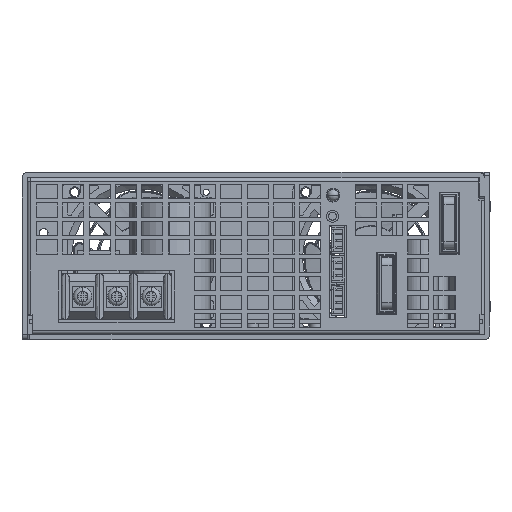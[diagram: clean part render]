
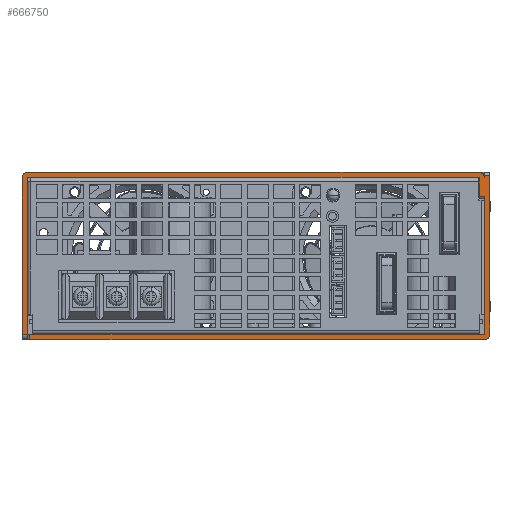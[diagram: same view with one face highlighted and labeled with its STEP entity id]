
A CAD part, left-side view. The second image highlights one B-rep face of the part: STEP entity #666750.
In plain terms, the highlighted planar face has unit normal (-1, 0, 0).
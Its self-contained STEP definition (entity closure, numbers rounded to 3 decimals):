
#333160=CARTESIAN_POINT('',(-2095.796,-128.892,63.4));
#333170=DIRECTION('',(-1.,0.,0.));
#333180=DIRECTION('',(0.,0.,1.));
#333190=AXIS2_PLACEMENT_3D('',#333160,#333170,#333180);
#333200=CIRCLE('',#333190,0.1);
#333210=CARTESIAN_POINT('',(-2095.796,-128.892,63.5));
#333220=VERTEX_POINT('',#333210);
#333230=CARTESIAN_POINT('',(-2095.796,-128.792,63.4));
#333240=VERTEX_POINT('',#333230);
#333250=EDGE_CURVE('',#333220,#333240,#333200,.T.);
#350260=CARTESIAN_POINT('',(-2095.796,-304.592,
5.807));
#350270=DIRECTION('',(0.,0.,1.));
#350280=VECTOR('',#350270,1.);
#350290=LINE('',#350260,#350280);
#350300=CARTESIAN_POINT('',(-2095.796,-304.592,4.1));
#350310=VERTEX_POINT('',#350300);
#350320=CARTESIAN_POINT('',(-2095.796,-304.592,64.5));
#350330=VERTEX_POINT('',#350320);
#350340=EDGE_CURVE('',#350310,#350330,#350290,.T.);
#360270=CARTESIAN_POINT('',(-2095.796,-302.492,4.));
#360280=VERTEX_POINT('',#360270);
#360310=CARTESIAN_POINT('',(-2095.796,-304.592,4.));
#360320=DIRECTION('',(0.,-1.,0.));
#360330=VECTOR('',#360320,1.);
#360340=LINE('',#360310,#360330);
#360350=CARTESIAN_POINT('',(-2095.796,-129.792,4.));
#360360=VERTEX_POINT('',#360350);
#360370=EDGE_CURVE('',#360360,#360280,#360340,.T.);
#363950=CARTESIAN_POINT('',(-2095.796,-129.792,2.));
#363960=VERTEX_POINT('',#363950);
#363990=CARTESIAN_POINT('',(-2095.796,-304.592,2.));
#364000=DIRECTION('',(0.,-1.,0.));
#364010=VECTOR('',#364000,1.);
#364020=LINE('',#363990,#364010);
#364030=CARTESIAN_POINT('',(-2095.796,-302.492,2.));
#364040=VERTEX_POINT('',#364030);
#364050=EDGE_CURVE('',#363960,#364040,#364020,.T.);
#373770=CARTESIAN_POINT('',(-2095.796,-128.892,65.5));
#373780=VERTEX_POINT('',#373770);
#373810=CARTESIAN_POINT('',(-2095.796,-128.892,63.4));
#373820=DIRECTION('',(-1.,0.,0.));
#373830=DIRECTION('',(0.,0.,1.));
#373840=AXIS2_PLACEMENT_3D('',#373810,#373820,#373830);
#373850=CIRCLE('',#373840,2.1);
#373860=CARTESIAN_POINT('',(-2095.796,-126.792,63.4));
#373870=VERTEX_POINT('',#373860);
#373880=EDGE_CURVE('',#373780,#373870,#373850,.T.);
#390750=CARTESIAN_POINT('',(-2095.796,-129.792,4.));
#390760=DIRECTION('',(0.,0.,-1.));
#390770=VECTOR('',#390760,1.);
#390780=LINE('',#390750,#390770);
#390790=EDGE_CURVE('',#360360,#363960,#390780,.T.);
#422740=CARTESIAN_POINT('',(-2095.796,-304.592,63.5));
#422750=DIRECTION('',(0.,1.,0.));
#422760=VECTOR('',#422750,1.);
#422770=LINE('',#422740,#422760);
#422780=CARTESIAN_POINT('',(-2095.796,-300.492,63.5));
#422790=VERTEX_POINT('',#422780);
#422800=EDGE_CURVE('',#422790,#333220,#422770,.T.);
#426720=CARTESIAN_POINT('',(-2095.796,-300.492,63.4));
#426730=DIRECTION('',(-1.,0.,0.));
#426740=DIRECTION('',(0.,-1.,0.));
#426750=AXIS2_PLACEMENT_3D('',#426720,#426730,#426740);
#426760=CIRCLE('',#426750,0.1);
#426770=CARTESIAN_POINT('',(-2095.796,-300.592,63.4));
#426780=VERTEX_POINT('',#426770);
#426790=EDGE_CURVE('',#426780,#422790,#426760,.T.);
#427750=CARTESIAN_POINT('',(-2095.796,-300.592,
59.693));
#427760=DIRECTION('',(0.,0.,1.));
#427770=VECTOR('',#427760,1.);
#427780=LINE('',#427750,#427770);
#427790=CARTESIAN_POINT('',(-2095.796,-300.592,56.5));
#427800=VERTEX_POINT('',#427790);
#427810=EDGE_CURVE('',#427800,#426780,#427780,.T.);
#451620=CARTESIAN_POINT('',(-2095.796,-302.492,4.1));
#451630=DIRECTION('',(-1.,0.,0.));
#451640=DIRECTION('',(0.,0.,-1.));
#451650=AXIS2_PLACEMENT_3D('',#451620,#451630,#451640);
#451660=CIRCLE('',#451650,2.1);
#451670=EDGE_CURVE('',#364040,#350310,#451660,.T.);
#453990=CARTESIAN_POINT('',(-2095.796,-302.592,64.5));
#454000=VERTEX_POINT('',#453990);
#454030=CARTESIAN_POINT('',(-2095.796,-302.592,
5.807));
#454040=DIRECTION('',(0.,0.,1.));
#454050=VECTOR('',#454040,1.);
#454060=LINE('',#454030,#454050);
#454070=CARTESIAN_POINT('',(-2095.796,-302.592,63.4));
#454080=VERTEX_POINT('',#454070);
#454090=EDGE_CURVE('',#454080,#454000,#454060,.T.);
#454850=CARTESIAN_POINT('',(-2095.796,-302.592,56.5));
#454860=VERTEX_POINT('',#454850);
#454890=CARTESIAN_POINT('',(-2095.796,-302.592,4.1));
#454900=VERTEX_POINT('',#454890);
#454910=EDGE_CURVE('',#454900,#454860,#454060,.T.);
#664870=CARTESIAN_POINT('',(-2095.796,-300.492,65.5));
#664880=VERTEX_POINT('',#664870);
#664910=CARTESIAN_POINT('',(-2095.796,-128.792,65.5));
#664920=DIRECTION('',(0.,1.,0.));
#664930=VECTOR('',#664920,1.);
#664940=LINE('',#664910,#664930);
#664950=EDGE_CURVE('',#664880,#373780,#664940,.T.);
#666020=CARTESIAN_POINT('',(-2095.796,-300.492,63.4));
#666030=DIRECTION('',(-1.,0.,0.));
#666040=DIRECTION('',(0.,-1.,0.));
#666050=AXIS2_PLACEMENT_3D('',#666020,#666030,#666040);
#666060=CIRCLE('',#666050,2.1);
#666070=EDGE_CURVE('',#454080,#664880,#666060,.T.);
#666130=CARTESIAN_POINT('',(-2095.796,-300.492,63.4));
#666140=DIRECTION('',(-1.,0.,0.));
#666150=DIRECTION('',(0.,1.,0.));
#666160=AXIS2_PLACEMENT_3D('',#666130,#666140,#666150);
#666170=PLANE('',#666160);
#666180=CARTESIAN_POINT('',(-2095.796,-126.792,63.5));
#666190=DIRECTION('',(0.,0.,-1.));
#666200=VECTOR('',#666190,1.);
#666210=LINE('',#666180,#666200);
#666220=CARTESIAN_POINT('',(-2095.796,-126.792,4.));
#666230=VERTEX_POINT('',#666220);
#666240=EDGE_CURVE('',#373870,#666230,#666210,.T.);
#666250=ORIENTED_EDGE('',*,*,#666240,.T.);
#666260=ORIENTED_EDGE('',*,*,#373880,.T.);
#666270=ORIENTED_EDGE('',*,*,#664950,.T.);
#666280=ORIENTED_EDGE('',*,*,#666070,.T.);
#666290=ORIENTED_EDGE('',*,*,#454090,.F.);
#666300=CARTESIAN_POINT('',(-2095.796,0.,64.5
));
#666310=DIRECTION('',(0.,1.,0.));
#666320=VECTOR('',#666310,1.);
#666330=LINE('',#666300,#666320);
#666340=EDGE_CURVE('',#350330,#454000,#666330,.T.);
#666350=ORIENTED_EDGE('',*,*,#666340,.T.);
#666360=ORIENTED_EDGE('',*,*,#350340,.T.);
#666370=ORIENTED_EDGE('',*,*,#451670,.T.);
#666380=ORIENTED_EDGE('',*,*,#364050,.T.);
#666390=ORIENTED_EDGE('',*,*,#390790,.T.);
#666400=ORIENTED_EDGE('',*,*,#360370,.F.);
#666410=CARTESIAN_POINT('',(-2095.796,-302.492,4.1));
#666420=DIRECTION('',(-1.,0.,0.));
#666430=DIRECTION('',(0.,0.,-1.));
#666440=AXIS2_PLACEMENT_3D('',#666410,#666420,#666430);
#666450=CIRCLE('',#666440,0.1);
#666460=EDGE_CURVE('',#360280,#454900,#666450,.T.);
#666470=ORIENTED_EDGE('',*,*,#666460,.F.);
#666480=ORIENTED_EDGE('',*,*,#454910,.F.);
#666490=CARTESIAN_POINT('',(-2095.796,-290.441,56.5));
#666500=DIRECTION('',(0.,1.,0.));
#666510=VECTOR('',#666500,1.);
#666520=LINE('',#666490,#666510);
#666530=EDGE_CURVE('',#454860,#427800,#666520,.T.);
#666540=ORIENTED_EDGE('',*,*,#666530,.F.);
#666550=ORIENTED_EDGE('',*,*,#427810,.F.);
#666560=ORIENTED_EDGE('',*,*,#426790,.F.);
#666570=ORIENTED_EDGE('',*,*,#422800,.F.);
#666580=ORIENTED_EDGE('',*,*,#333250,.F.);
#666590=CARTESIAN_POINT('',(-2095.796,-128.792,63.5));
#666600=DIRECTION('',(0.,0.,-1.));
#666610=VECTOR('',#666600,1.);
#666620=LINE('',#666590,#666610);
#666630=CARTESIAN_POINT('',(-2095.796,-128.792,4.));
#666640=VERTEX_POINT('',#666630);
#666650=EDGE_CURVE('',#333240,#666640,#666620,.T.);
#666660=ORIENTED_EDGE('',*,*,#666650,.F.);
#666670=CARTESIAN_POINT('',(-2095.796,-290.441,4.));
#666680=DIRECTION('',(0.,-1.,0.));
#666690=VECTOR('',#666680,1.);
#666700=LINE('',#666670,#666690);
#666710=EDGE_CURVE('',#666230,#666640,#666700,.T.);
#666720=ORIENTED_EDGE('',*,*,#666710,.T.);
#666730=EDGE_LOOP('',(#666720,#666660,#666580,#666570,#666560,#666550,
#666540,#666480,#666470,#666400,#666390,#666380,#666370,#666360,#666350,
#666290,#666280,#666270,#666260,#666250));
#666740=FACE_OUTER_BOUND('',#666730,.T.);
#666750=ADVANCED_FACE('',(#666740),#666170,.T.);
